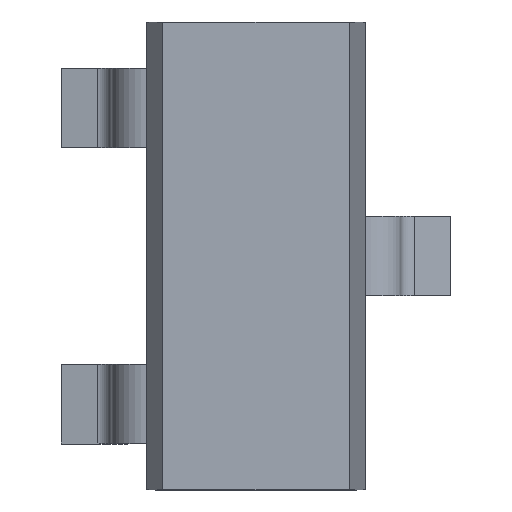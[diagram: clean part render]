
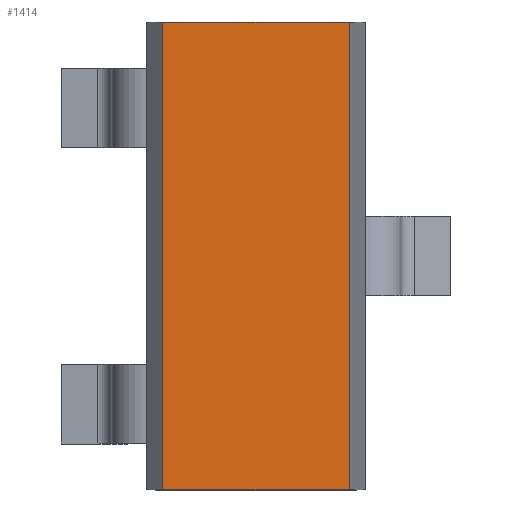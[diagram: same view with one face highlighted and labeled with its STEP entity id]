
A CAD part, top view. The second image highlights one B-rep face of the part: STEP entity #1414.
In plain terms, the highlighted planar face has unit normal (0, 0, 1).
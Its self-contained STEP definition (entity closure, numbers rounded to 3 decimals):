
#1358=CARTESIAN_POINT('',(-0.599,-1.5,1.2));
#1359=VERTEX_POINT('',#1358);
#1366=CARTESIAN_POINT('',(-0.599,1.5,1.2));
#1367=VERTEX_POINT('',#1366);
#1368=CARTESIAN_POINT('',(-0.599,1.5,1.2));
#1369=DIRECTION('',(0.0,-1.0,0.0));
#1370=VECTOR('',#1369,3.0);
#1371=LINE('',#1368,#1370);
#1372=EDGE_CURVE('',#1367,#1359,#1371,.T.);
#1384=CARTESIAN_POINT('',(-0.615,1.5,1.2));
#1385=DIRECTION('',(0.0,0.0,1.0));
#1386=DIRECTION('',(-1.0,0.0,0.0));
#1387=AXIS2_PLACEMENT_3D('',#1384,#1385,#1386);
#1388=PLANE('',#1387);
#1389=CARTESIAN_POINT('',(0.599,-1.5,1.2));
#1390=VERTEX_POINT('',#1389);
#1391=CARTESIAN_POINT('',(-0.599,-1.5,1.2));
#1392=DIRECTION('',(1.0,0.0,0.0));
#1393=VECTOR('',#1392,1.197);
#1394=LINE('',#1391,#1393);
#1395=EDGE_CURVE('',#1359,#1390,#1394,.T.);
#1396=ORIENTED_EDGE('',*,*,#1395,.T.);
#1397=CARTESIAN_POINT('',(0.599,1.5,1.2));
#1398=VERTEX_POINT('',#1397);
#1399=CARTESIAN_POINT('',(0.599,-1.5,1.2));
#1400=DIRECTION('',(0.0,1.0,0.0));
#1401=VECTOR('',#1400,3.0);
#1402=LINE('',#1399,#1401);
#1403=EDGE_CURVE('',#1398,#1390,#1402,.F.);
#1404=ORIENTED_EDGE('',*,*,#1403,.F.);
#1405=CARTESIAN_POINT('',(0.599,1.5,1.2));
#1406=DIRECTION('',(-1.0,0.0,0.0));
#1407=VECTOR('',#1406,1.197);
#1408=LINE('',#1405,#1407);
#1409=EDGE_CURVE('',#1398,#1367,#1408,.T.);
#1410=ORIENTED_EDGE('',*,*,#1409,.T.);
#1411=ORIENTED_EDGE('',*,*,#1372,.T.);
#1412=EDGE_LOOP('',(#1396,#1404,#1410,#1411));
#1413=FACE_OUTER_BOUND('',#1412,.T.);
#1414=ADVANCED_FACE('',(#1413),#1388,.T.);
